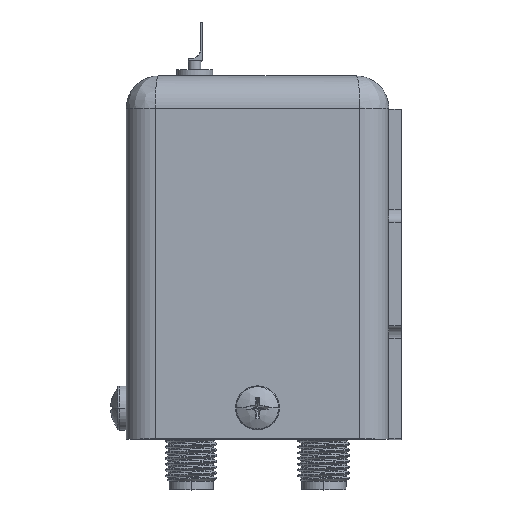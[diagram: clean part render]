
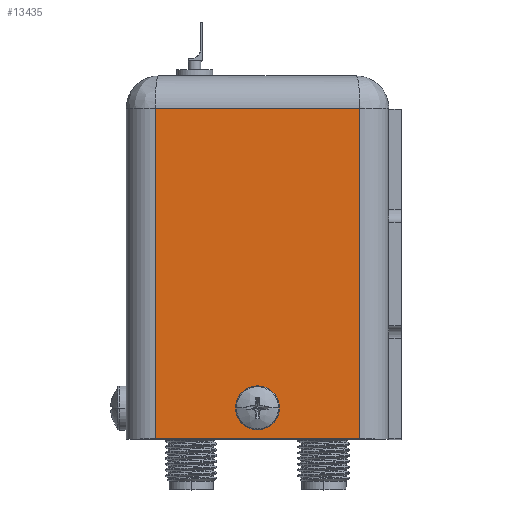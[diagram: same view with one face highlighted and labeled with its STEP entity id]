
A CAD part, top view. The second image highlights one B-rep face of the part: STEP entity #13435.
In plain terms, the highlighted face is planar.
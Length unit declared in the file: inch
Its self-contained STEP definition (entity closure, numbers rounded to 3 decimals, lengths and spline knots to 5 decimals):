
#238 = AXIS2_PLACEMENT_3D ( 'NONE', #2786, #22960, #22693 ) ;
#398 = EDGE_CURVE ( 'NONE', #7782, #3577, #10742, .T. ) ;
#559 = ORIENTED_EDGE ( 'NONE', *, *, #3516, .F. ) ;
#1377 = CARTESIAN_POINT ( 'NONE',  ( 0.633, 1.594, -0.633 ) ) ;
#1509 = LINE ( 'NONE', #17691, #24839 ) ;
#2786 = CARTESIAN_POINT ( 'NONE',  ( 0.633, 1.75, -0.633 ) ) ;
#3516 = EDGE_CURVE ( 'NONE', #25727, #25415, #6896, .T. ) ;
#3577 = VERTEX_POINT ( 'NONE', #11867 ) ;
#3722 = DIRECTION ( 'NONE',  ( 0., 0., -1. ) ) ;
#3850 = CARTESIAN_POINT ( 'NONE',  ( 0.633, 0.15, 0. ) ) ;
#5186 = CARTESIAN_POINT ( 'NONE',  ( 0.633, 0.15, -0.075 ) ) ;
#5323 = DIRECTION ( 'NONE',  ( 0., 0., -1. ) ) ;
#5834 = CARTESIAN_POINT ( 'NONE',  ( 0.633, 1.75, 0.493 ) ) ;
#5925 = VECTOR ( 'NONE', #8609, 39.37008 ) ;
#5993 = CARTESIAN_POINT ( 'NONE',  ( 0.633, 1.594, 0.493 ) ) ;
#6248 = VERTEX_POINT ( 'NONE', #5993 ) ;
#6871 = FACE_BOUND ( 'NONE', #11535, .T. ) ;
#6896 = CIRCLE ( 'NONE', #24739, 0.075 ) ;
#7782 = VERTEX_POINT ( 'NONE', #22406 ) ;
#7998 = ORIENTED_EDGE ( 'NONE', *, *, #13142, .T. ) ;
#8445 = ORIENTED_EDGE ( 'NONE', *, *, #13147, .F. ) ;
#8609 = DIRECTION ( 'NONE',  ( 0., -1., 0. ) ) ;
#9068 = DIRECTION ( 'NONE',  ( 1., 0., 0. ) ) ;
#10624 = ORIENTED_EDGE ( 'NONE', *, *, #18845, .F. ) ;
#10742 = LINE ( 'NONE', #14748, #5925 ) ;
#11535 = EDGE_LOOP ( 'NONE', ( #20057, #559 ) ) ;
#11867 = CARTESIAN_POINT ( 'NONE',  ( 0.633, 0., -0.493 ) ) ;
#12295 = CIRCLE ( 'NONE', #16123, 0.075 ) ;
#12941 = EDGE_LOOP ( 'NONE', ( #8445, #10624, #7998, #22425 ) ) ;
#13142 = EDGE_CURVE ( 'NONE', #14813, #3577, #1509, .T. ) ;
#13147 = EDGE_CURVE ( 'NONE', #6248, #7782, #21547, .T. ) ;
#13435 = ADVANCED_FACE ( 'NONE', ( #24969, #6871 ), #14738, .F. ) ;
#14738 = PLANE ( 'NONE',  #238 ) ;
#14748 = CARTESIAN_POINT ( 'NONE',  ( 0.633, 1.75, -0.493 ) ) ;
#14813 = VERTEX_POINT ( 'NONE', #21541 ) ;
#16123 = AXIS2_PLACEMENT_3D ( 'NONE', #3850, #20065, #3722 ) ;
#16328 = VECTOR ( 'NONE', #24876, 39.37008 ) ;
#17691 = CARTESIAN_POINT ( 'NONE',  ( 0.633, 0., 0. ) ) ;
#18845 = EDGE_CURVE ( 'NONE', #14813, #6248, #25782, .T. ) ;
#20057 = ORIENTED_EDGE ( 'NONE', *, *, #23203, .F. ) ;
#20065 = DIRECTION ( 'NONE',  ( 1., 0., 0. ) ) ;
#20074 = CARTESIAN_POINT ( 'NONE',  ( 0.633, 0.15, 0.075 ) ) ;
#20195 = DIRECTION ( 'NONE',  ( 0., 1., 0. ) ) ;
#21541 = CARTESIAN_POINT ( 'NONE',  ( 0.633, 0., 0.493 ) ) ;
#21547 = LINE ( 'NONE', #1377, #16328 ) ;
#22406 = CARTESIAN_POINT ( 'NONE',  ( 0.633, 1.594, -0.493 ) ) ;
#22425 = ORIENTED_EDGE ( 'NONE', *, *, #398, .F. ) ;
#22693 = DIRECTION ( 'NONE',  ( 0., 0., 1. ) ) ;
#22960 = DIRECTION ( 'NONE',  ( -1., 0., 0. ) ) ;
#23203 = EDGE_CURVE ( 'NONE', #25415, #25727, #12295, .T. ) ;
#23318 = CARTESIAN_POINT ( 'NONE',  ( 0.633, 0.15, 0. ) ) ;
#24739 = AXIS2_PLACEMENT_3D ( 'NONE', #23318, #9068, #25315 ) ;
#24839 = VECTOR ( 'NONE', #5323, 39.37008 ) ;
#24876 = DIRECTION ( 'NONE',  ( 0., 0., -1. ) ) ;
#24969 = FACE_OUTER_BOUND ( 'NONE', #12941, .T. ) ;
#25040 = VECTOR ( 'NONE', #20195, 39.37008 ) ;
#25315 = DIRECTION ( 'NONE',  ( 0., 0., -1. ) ) ;
#25415 = VERTEX_POINT ( 'NONE', #5186 ) ;
#25727 = VERTEX_POINT ( 'NONE', #20074 ) ;
#25782 = LINE ( 'NONE', #5834, #25040 ) ;
